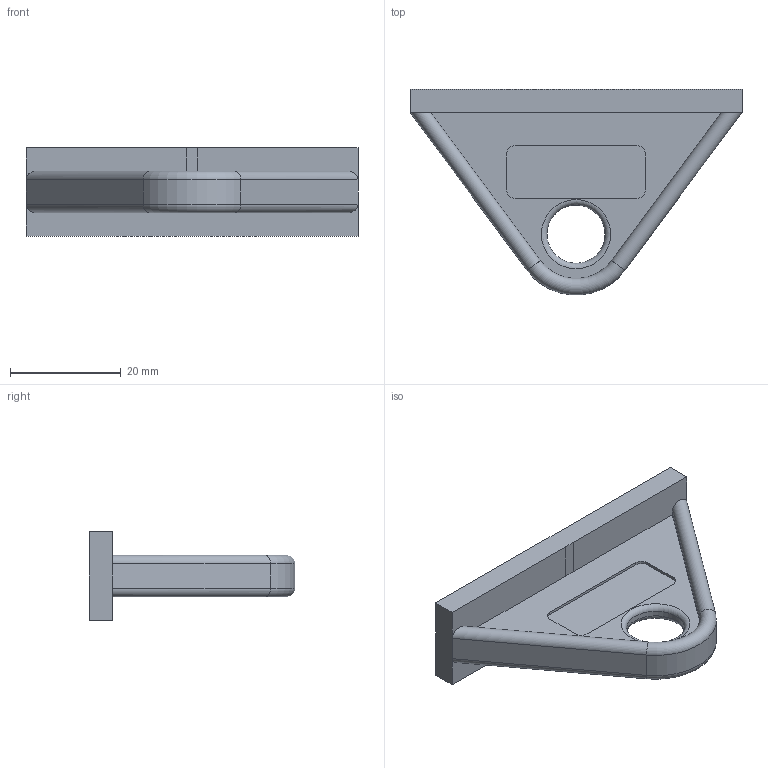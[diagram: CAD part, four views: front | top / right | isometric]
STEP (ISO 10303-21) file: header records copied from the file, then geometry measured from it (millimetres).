
FILE_DESCRIPTION(/* description */ (''),/* implementation_level */ '2;1');
FILE_NAME(/* name */ '81451_KriTec_Haengegleiter_10.stp',/* time_stamp */ '2015-02-02T10:02:28+01:00',/* author */ ('kostic'),/* organization */ (''),/* preprocessor_version */ 'ST-DEVELOPER v15.2',/* originating_system */ 'Autodesk Inventor 2014',/* authorisation */ '');
FILE_SCHEMA (('AUTOMOTIVE_DESIGN { 1 0 10303 214 3 1 1 }'));
Length unit declared in the file: millimetre
Products named in the file (1): 81451_KriTec_Haengegleiter_10
Bounding box: 60 x 37.16 x 16 mm (x, y, z)
Volume: 8014.9 mm3; surface area: 5473.1 mm2
Topology: 1 solids, 1 shells, 47 faces, 117 edges, 74 vertices
Faces by surface type: plane 27, cylinder 16, torus 4
Full cylindrical faces by diameter (mm): 10.5 x1
Entity records: 1380 total; most frequent: DIRECTION 242, CARTESIAN_POINT 232, ORIENTED_EDGE 224, EDGE_CURVE 112, AXIS2_PLACEMENT_3D 82, LINE 78, VECTOR 78, VERTEX_POINT 72
